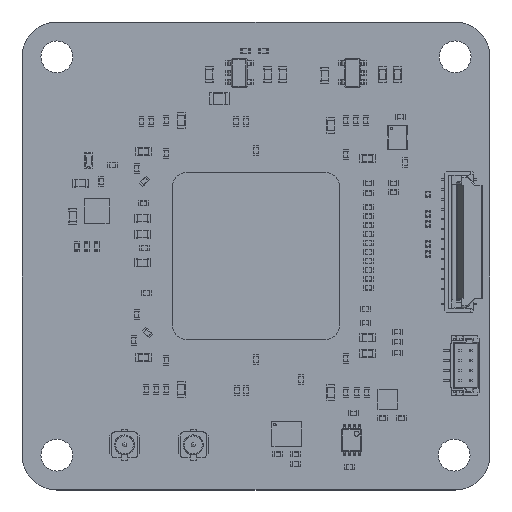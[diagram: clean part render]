
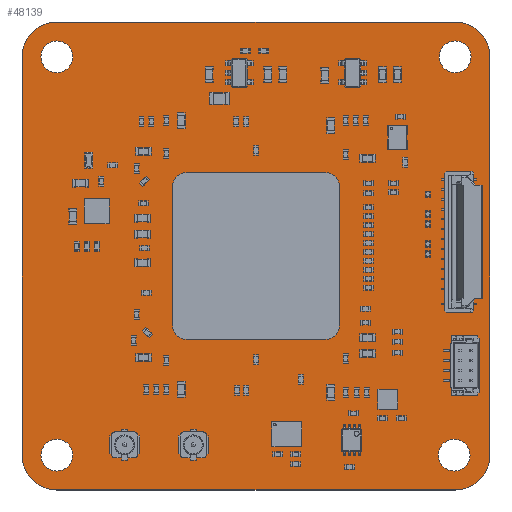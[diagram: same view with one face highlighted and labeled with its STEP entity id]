
A CAD part, top view. The second image highlights one B-rep face of the part: STEP entity #48139.
In plain terms, the highlighted planar face has unit normal (0, 0, 1).
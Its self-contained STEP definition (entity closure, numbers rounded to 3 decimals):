
#696=FACE_BOUND('',#7889,.T.);
#697=FACE_BOUND('',#7890,.T.);
#698=FACE_BOUND('',#7891,.T.);
#699=FACE_BOUND('',#7892,.T.);
#700=FACE_BOUND('',#7893,.T.);
#3040=PLANE('',#51594);
#5385=FACE_OUTER_BOUND('',#7888,.T.);
#7888=EDGE_LOOP('',(#43602,#43603,#43604,#43605,#43606,#43607,#43608,#43609));
#7889=EDGE_LOOP('',(#43610));
#7890=EDGE_LOOP('',(#43611));
#7891=EDGE_LOOP('',(#43612));
#7892=EDGE_LOOP('',(#43613,#43614,#43615,#43616,#43617,#43618,#43619,#43620));
#7893=EDGE_LOOP('',(#43621));
#8918=CIRCLE('',#51578,3.5);
#8931=CIRCLE('',#51595,3.5);
#8932=CIRCLE('',#51596,3.5);
#8933=CIRCLE('',#51597,3.5);
#8934=CIRCLE('',#51598,1.6);
#8935=CIRCLE('',#51599,1.6);
#8936=CIRCLE('',#51600,1.6);
#8937=CIRCLE('',#51601,1.5);
#8938=CIRCLE('',#51602,1.5);
#8939=CIRCLE('',#51603,1.5);
#8940=CIRCLE('',#51604,1.5);
#8941=CIRCLE('',#51605,1.6);
#14209=LINE('',#78427,#20048);
#14211=LINE('',#78431,#20050);
#14220=LINE('',#78473,#20059);
#14221=LINE('',#78477,#20060);
#14222=LINE('',#78489,#20061);
#14223=LINE('',#78493,#20062);
#14224=LINE('',#78497,#20063);
#14225=LINE('',#78500,#20064);
#20048=VECTOR('',#62896,1.);
#20050=VECTOR('',#62900,1.);
#20059=VECTOR('',#62937,1.);
#20060=VECTOR('',#62940,1.);
#20061=VECTOR('',#62951,1.);
#20062=VECTOR('',#62954,1.);
#20063=VECTOR('',#62957,1.);
#20064=VECTOR('',#62960,1.);
#24632=VERTEX_POINT('',#78416);
#24633=VERTEX_POINT('',#78418);
#24636=VERTEX_POINT('',#78425);
#24637=VERTEX_POINT('',#78430);
#24655=VERTEX_POINT('',#78470);
#24656=VERTEX_POINT('',#78472);
#24657=VERTEX_POINT('',#78474);
#24658=VERTEX_POINT('',#78476);
#24659=VERTEX_POINT('',#78479);
#24660=VERTEX_POINT('',#78481);
#24661=VERTEX_POINT('',#78483);
#24662=VERTEX_POINT('',#78485);
#24663=VERTEX_POINT('',#78486);
#24664=VERTEX_POINT('',#78488);
#24665=VERTEX_POINT('',#78490);
#24666=VERTEX_POINT('',#78492);
#24667=VERTEX_POINT('',#78494);
#24668=VERTEX_POINT('',#78496);
#24669=VERTEX_POINT('',#78498);
#24670=VERTEX_POINT('',#78501);
#31044=EDGE_CURVE('',#24632,#24633,#8918,.T.);
#31048=EDGE_CURVE('',#24636,#24632,#14209,.T.);
#31050=EDGE_CURVE('',#24633,#24637,#14211,.T.);
#31070=EDGE_CURVE('',#24655,#24636,#8931,.T.);
#31071=EDGE_CURVE('',#24656,#24655,#14220,.T.);
#31072=EDGE_CURVE('',#24657,#24656,#8932,.T.);
#31073=EDGE_CURVE('',#24658,#24657,#14221,.T.);
#31074=EDGE_CURVE('',#24637,#24658,#8933,.T.);
#31075=EDGE_CURVE('',#24659,#24659,#8934,.T.);
#31076=EDGE_CURVE('',#24660,#24660,#8935,.T.);
#31077=EDGE_CURVE('',#24661,#24661,#8936,.T.);
#31078=EDGE_CURVE('',#24662,#24663,#8937,.T.);
#31079=EDGE_CURVE('',#24664,#24662,#14222,.T.);
#31080=EDGE_CURVE('',#24665,#24664,#8938,.T.);
#31081=EDGE_CURVE('',#24666,#24665,#14223,.T.);
#31082=EDGE_CURVE('',#24667,#24666,#8939,.T.);
#31083=EDGE_CURVE('',#24668,#24667,#14224,.T.);
#31084=EDGE_CURVE('',#24669,#24668,#8940,.T.);
#31085=EDGE_CURVE('',#24663,#24669,#14225,.T.);
#31086=EDGE_CURVE('',#24670,#24670,#8941,.T.);
#43602=ORIENTED_EDGE('',*,*,#31044,.F.);
#43603=ORIENTED_EDGE('',*,*,#31048,.F.);
#43604=ORIENTED_EDGE('',*,*,#31070,.F.);
#43605=ORIENTED_EDGE('',*,*,#31071,.F.);
#43606=ORIENTED_EDGE('',*,*,#31072,.F.);
#43607=ORIENTED_EDGE('',*,*,#31073,.F.);
#43608=ORIENTED_EDGE('',*,*,#31074,.F.);
#43609=ORIENTED_EDGE('',*,*,#31050,.F.);
#43610=ORIENTED_EDGE('',*,*,#31075,.T.);
#43611=ORIENTED_EDGE('',*,*,#31076,.T.);
#43612=ORIENTED_EDGE('',*,*,#31077,.T.);
#43613=ORIENTED_EDGE('',*,*,#31078,.F.);
#43614=ORIENTED_EDGE('',*,*,#31079,.F.);
#43615=ORIENTED_EDGE('',*,*,#31080,.F.);
#43616=ORIENTED_EDGE('',*,*,#31081,.F.);
#43617=ORIENTED_EDGE('',*,*,#31082,.F.);
#43618=ORIENTED_EDGE('',*,*,#31083,.F.);
#43619=ORIENTED_EDGE('',*,*,#31084,.F.);
#43620=ORIENTED_EDGE('',*,*,#31085,.F.);
#43621=ORIENTED_EDGE('',*,*,#31086,.T.);
#48139=ADVANCED_FACE('',(#5385,#696,#697,#698,#699,#700),#3040,.T.);
#51578=AXIS2_PLACEMENT_3D('',#78419,#62888,#62889);
#51594=AXIS2_PLACEMENT_3D('',#78469,#62933,#62934);
#51595=AXIS2_PLACEMENT_3D('',#78471,#62935,#62936);
#51596=AXIS2_PLACEMENT_3D('',#78475,#62938,#62939);
#51597=AXIS2_PLACEMENT_3D('',#78478,#62941,#62942);
#51598=AXIS2_PLACEMENT_3D('',#78480,#62943,#62944);
#51599=AXIS2_PLACEMENT_3D('',#78482,#62945,#62946);
#51600=AXIS2_PLACEMENT_3D('',#78484,#62947,#62948);
#51601=AXIS2_PLACEMENT_3D('',#78487,#62949,#62950);
#51602=AXIS2_PLACEMENT_3D('',#78491,#62952,#62953);
#51603=AXIS2_PLACEMENT_3D('',#78495,#62955,#62956);
#51604=AXIS2_PLACEMENT_3D('',#78499,#62958,#62959);
#51605=AXIS2_PLACEMENT_3D('',#78502,#62961,#62962);
#62888=DIRECTION('center_axis',(0.,0.,-1.));
#62889=DIRECTION('ref_axis',(0.,1.,0.));
#62896=DIRECTION('',(1.,0.,0.));
#62900=DIRECTION('',(0.,-1.,0.));
#62933=DIRECTION('center_axis',(0.,0.,1.));
#62934=DIRECTION('ref_axis',(1.,0.,0.));
#62935=DIRECTION('center_axis',(0.,0.,-1.));
#62936=DIRECTION('ref_axis',(-1.,0.,0.));
#62937=DIRECTION('',(0.,1.,0.));
#62938=DIRECTION('center_axis',(0.,0.,-1.));
#62939=DIRECTION('ref_axis',(0.,-1.,0.));
#62940=DIRECTION('',(-1.,0.,0.));
#62941=DIRECTION('center_axis',(0.,0.,-1.));
#62942=DIRECTION('ref_axis',(1.,0.,0.));
#62943=DIRECTION('center_axis',(0.,0.,-1.));
#62944=DIRECTION('ref_axis',(0.,-1.,0.));
#62945=DIRECTION('center_axis',(0.,0.,-1.));
#62946=DIRECTION('ref_axis',(0.,-1.,0.));
#62947=DIRECTION('center_axis',(0.,0.,-1.));
#62948=DIRECTION('ref_axis',(0.,-1.,0.));
#62949=DIRECTION('center_axis',(0.,0.,1.));
#62950=DIRECTION('ref_axis',(0.,1.,0.));
#62951=DIRECTION('',(-1.,0.,0.));
#62952=DIRECTION('center_axis',(0.,0.,1.));
#62953=DIRECTION('ref_axis',(1.,0.,0.));
#62954=DIRECTION('',(0.,1.,0.));
#62955=DIRECTION('center_axis',(0.,0.,1.));
#62956=DIRECTION('ref_axis',(0.,-1.,0.));
#62957=DIRECTION('',(1.,0.,0.));
#62958=DIRECTION('center_axis',(0.,0.,1.));
#62959=DIRECTION('ref_axis',(-1.,0.,0.));
#62960=DIRECTION('',(0.,-1.,0.));
#62961=DIRECTION('center_axis',(0.,0.,-1.));
#62962=DIRECTION('ref_axis',(0.,-1.,0.));
#78416=CARTESIAN_POINT('',(20.,23.5,1.6));
#78418=CARTESIAN_POINT('',(23.5,20.,1.6));
#78419=CARTESIAN_POINT('Origin',(20.,20.,1.6));
#78425=CARTESIAN_POINT('',(-20.,23.5,1.6));
#78427=CARTESIAN_POINT('',(-20.,23.5,1.6));
#78430=CARTESIAN_POINT('',(23.5,-20.,1.6));
#78431=CARTESIAN_POINT('',(23.5,20.,1.6));
#78469=CARTESIAN_POINT('Origin',(0.,0.,1.6));
#78470=CARTESIAN_POINT('',(-23.5,20.,1.6));
#78471=CARTESIAN_POINT('Origin',(-20.,20.,1.6));
#78472=CARTESIAN_POINT('',(-23.5,-20.,1.6));
#78473=CARTESIAN_POINT('',(-23.5,-20.,1.6));
#78474=CARTESIAN_POINT('',(-20.,-23.5,1.6));
#78475=CARTESIAN_POINT('Origin',(-20.,-20.,1.6));
#78476=CARTESIAN_POINT('',(20.,-23.5,1.6));
#78477=CARTESIAN_POINT('',(20.,-23.5,1.6));
#78478=CARTESIAN_POINT('Origin',(20.,-20.,1.6));
#78479=CARTESIAN_POINT('',(-20.,-18.4,1.6));
#78480=CARTESIAN_POINT('Origin',(-20.,-20.,1.6));
#78481=CARTESIAN_POINT('',(19.9,-18.4,1.6));
#78482=CARTESIAN_POINT('Origin',(19.9,-20.,1.6));
#78483=CARTESIAN_POINT('',(-20.,21.6,1.6));
#78484=CARTESIAN_POINT('Origin',(-20.,20.,1.6));
#78485=CARTESIAN_POINT('',(-6.9,8.4,1.6));
#78486=CARTESIAN_POINT('',(-8.4,6.9,1.6));
#78487=CARTESIAN_POINT('Origin',(-6.9,6.9,1.6));
#78488=CARTESIAN_POINT('',(6.9,8.4,1.6));
#78489=CARTESIAN_POINT('',(6.9,8.4,1.6));
#78490=CARTESIAN_POINT('',(8.4,6.9,1.6));
#78491=CARTESIAN_POINT('Origin',(6.9,6.9,1.6));
#78492=CARTESIAN_POINT('',(8.4,-6.9,1.6));
#78493=CARTESIAN_POINT('',(8.4,-6.9,1.6));
#78494=CARTESIAN_POINT('',(6.9,-8.4,1.6));
#78495=CARTESIAN_POINT('Origin',(6.9,-6.9,1.6));
#78496=CARTESIAN_POINT('',(-6.9,-8.4,1.6));
#78497=CARTESIAN_POINT('',(-6.9,-8.4,1.6));
#78498=CARTESIAN_POINT('',(-8.4,-6.9,1.6));
#78499=CARTESIAN_POINT('Origin',(-6.9,-6.9,1.6));
#78500=CARTESIAN_POINT('',(-8.4,6.9,1.6));
#78501=CARTESIAN_POINT('',(20.,21.6,1.6));
#78502=CARTESIAN_POINT('Origin',(20.,20.,1.6));
